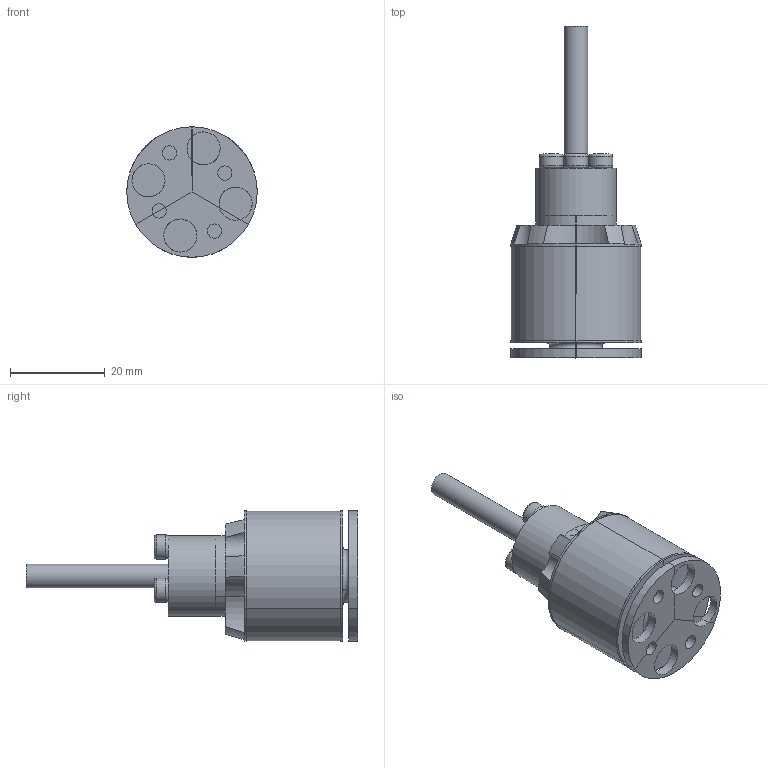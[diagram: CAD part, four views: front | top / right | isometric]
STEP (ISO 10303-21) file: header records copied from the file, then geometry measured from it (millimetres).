
FILE_DESCRIPTION(/* description */ (''),/* implementation_level */ '2;1');
FILE_NAME(/* name */ 'MotorFull.stp',/* time_stamp */ '2015-05-12T06:50:51-07:00',/* author */ ('Admin'),/* organization */ (''),/* preprocessor_version */ 'ST-DEVELOPER v16.1',/* originating_system */ 'Autodesk Inventor 2016',/* authorisation */ '');
FILE_SCHEMA (('AUTOMOTIVE_DESIGN { 1 0 10303 214 3 1 1 }'));
Length unit declared in the file: inch
Products named in the file (1): MotorFull
Bounding box: 27.5 x 69.99 x 27.5 mm (x, y, z)
Volume: 18173.6 mm3; surface area: 9154.3 mm2
Topology: 7 solids, 7 shells, 144 faces, 361 edges, 239 vertices
Faces by surface type: plane 80, cylinder 49, torus 9, cone 6
Full cylindrical faces by diameter (mm): 3 x12, 5 x1, 5.08 x3, 6.985 x2, 17 x1
Entity records: 4413 total; most frequent: CARTESIAN_POINT 821, DIRECTION 755, ORIENTED_EDGE 654, EDGE_CURVE 327, AXIS2_PLACEMENT_3D 292, VERTEX_POINT 230, EDGE_LOOP 193, LINE 171
